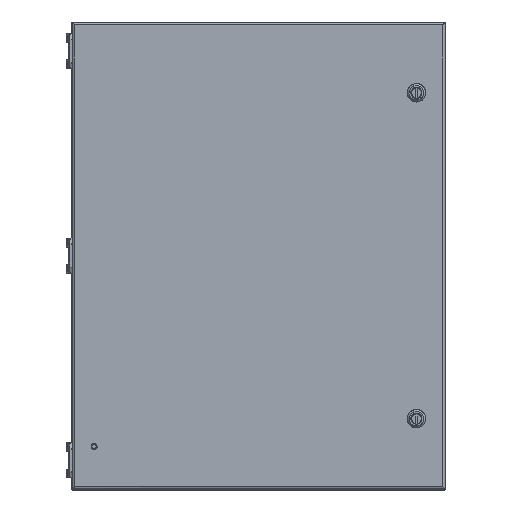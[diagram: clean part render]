
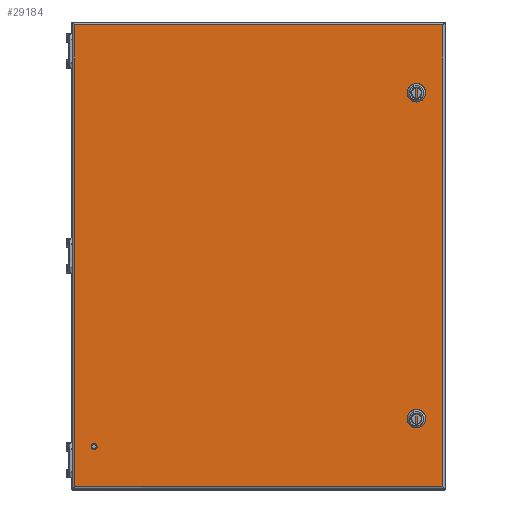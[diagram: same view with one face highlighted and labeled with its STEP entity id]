
A CAD part, top view. The second image highlights one B-rep face of the part: STEP entity #29184.
In plain terms, the highlighted planar face has unit normal (0, 0, 1).
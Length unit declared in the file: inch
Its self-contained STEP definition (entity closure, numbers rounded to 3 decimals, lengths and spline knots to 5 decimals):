
#439 = VERTEX_POINT ( 'NONE', #90104 ) ;
#758 = CARTESIAN_POINT ( 'NONE',  ( 7.87103, -9.87157, 10.18453 ) ) ;
#1503 = AXIS2_PLACEMENT_3D ( 'NONE', #77695, #52228, #19720 ) ;
#5805 = VERTEX_POINT ( 'NONE', #758 ) ;
#7726 = CARTESIAN_POINT ( 'NONE',  ( 7.87103, 9.87157, 10.18453 ) ) ;
#9075 = CARTESIAN_POINT ( 'NONE',  ( -7.87212, 0., 10.18453 ) ) ;
#11128 = CARTESIAN_POINT ( 'NONE',  ( 0., -9.87157, 10.18453 ) ) ;
#14194 = VERTEX_POINT ( 'NONE', #68938 ) ;
#14886 = VECTOR ( 'NONE', #89597, 39.37008 ) ;
#16541 = EDGE_CURVE ( 'NONE', #14194, #439, #51326, .T. ) ;
#19720 = DIRECTION ( 'NONE',  ( 1., 0., 0. ) ) ;
#20769 = PLANE ( 'NONE',  #1503 ) ;
#23256 = VECTOR ( 'NONE', #68637, 39.37008 ) ;
#23361 = EDGE_LOOP ( 'NONE', ( #81217, #45436, #102568, #31246 ) ) ;
#26781 = FACE_OUTER_BOUND ( 'NONE', #23361, .T. ) ;
#27887 = DIRECTION ( 'NONE',  ( 1., 0., 0. ) ) ;
#29184 = ADVANCED_FACE ( 'NONE', ( #26781 ), #20769, .T. ) ;
#29545 = VERTEX_POINT ( 'NONE', #7726 ) ;
#31246 = ORIENTED_EDGE ( 'NONE', *, *, #68049, .T. ) ;
#38923 = VECTOR ( 'NONE', #27887, 39.37008 ) ;
#45436 = ORIENTED_EDGE ( 'NONE', *, *, #77125, .T. ) ;
#51326 = LINE ( 'NONE', #9075, #23256 ) ;
#52228 = DIRECTION ( 'NONE',  ( 0., 0., 1. ) ) ;
#55919 = CARTESIAN_POINT ( 'NONE',  ( 0., 9.87157, 10.18453 ) ) ;
#56467 = DIRECTION ( 'NONE',  ( -1., 0., 0. ) ) ;
#63611 = CARTESIAN_POINT ( 'NONE',  ( 7.87103, 0., 10.18453 ) ) ;
#64890 = EDGE_CURVE ( 'NONE', #5805, #29545, #106938, .T. ) ;
#68049 = EDGE_CURVE ( 'NONE', #29545, #14194, #97629, .T. ) ;
#68637 = DIRECTION ( 'NONE',  ( 0., -1., 0. ) ) ;
#68938 = CARTESIAN_POINT ( 'NONE',  ( -7.87212, 9.87157, 10.18453 ) ) ;
#77125 = EDGE_CURVE ( 'NONE', #439, #5805, #85329, .T. ) ;
#77695 = CARTESIAN_POINT ( 'NONE',  ( 0., 0., 10.18453 ) ) ;
#81217 = ORIENTED_EDGE ( 'NONE', *, *, #16541, .T. ) ;
#85329 = LINE ( 'NONE', #11128, #38923 ) ;
#89597 = DIRECTION ( 'NONE',  ( 0., 1., 0. ) ) ;
#90104 = CARTESIAN_POINT ( 'NONE',  ( -7.87212, -9.87157, 10.18453 ) ) ;
#97629 = LINE ( 'NONE', #55919, #106212 ) ;
#102568 = ORIENTED_EDGE ( 'NONE', *, *, #64890, .T. ) ;
#106212 = VECTOR ( 'NONE', #56467, 39.37008 ) ;
#106938 = LINE ( 'NONE', #63611, #14886 ) ;
